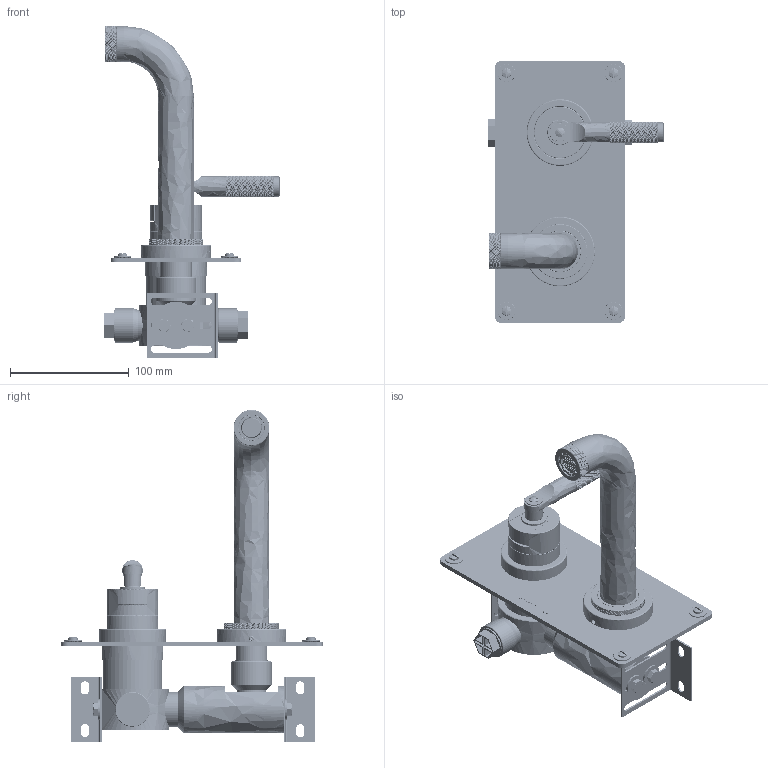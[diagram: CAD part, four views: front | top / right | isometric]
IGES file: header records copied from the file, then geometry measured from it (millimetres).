
Global section: file name: V7K35-1LK; native system: Autodesk Inventor 2018; preprocessor: unknown; author: rclarke; date: 20171129.091535; units: millimetre
Bounding box: 147.1 x 220 x 279.05 mm (x, y, z)
Volume: 555437.7 mm3; surface area: 285980.5 mm2
Topology: 63 solids, 64 shells, 14766 faces, 32588 edges, 18225 vertices
Faces by surface type: bspline 14766
